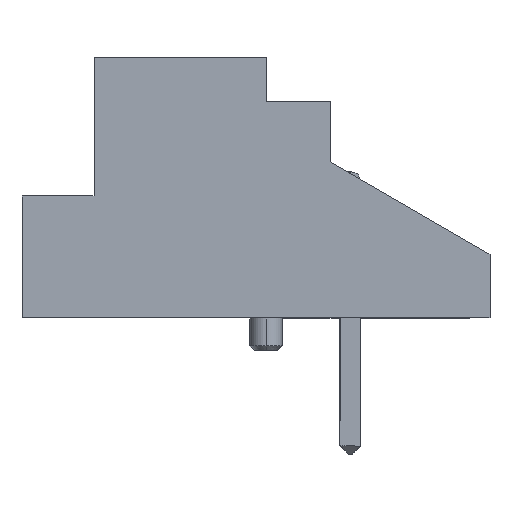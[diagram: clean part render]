
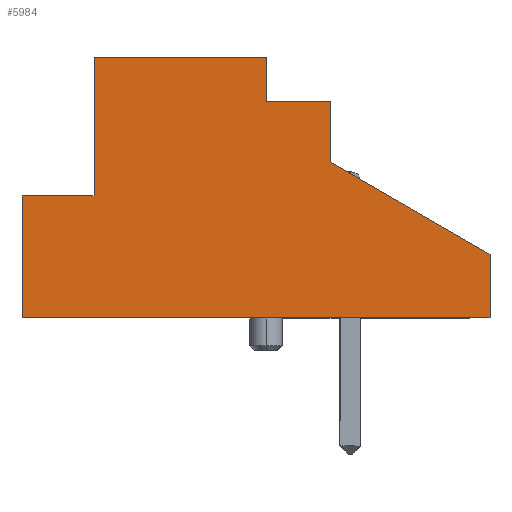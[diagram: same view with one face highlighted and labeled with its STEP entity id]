
A CAD part, left-side view. The second image highlights one B-rep face of the part: STEP entity #5984.
In plain terms, the highlighted face is planar.
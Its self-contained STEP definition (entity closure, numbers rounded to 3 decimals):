
#38 = ORIENTED_EDGE ( 'NONE', *, *, #418, .T. ) ;
#70 = VECTOR ( 'NONE', #6201, 1000. ) ;
#149 = EDGE_CURVE ( 'NONE', #5493, #5425, #1614, .T. ) ;
#258 = CARTESIAN_POINT ( 'NONE',  ( 0., 6.5, -1.8 ) ) ;
#418 = EDGE_CURVE ( 'NONE', #1750, #2279, #5385, .T. ) ;
#481 = CARTESIAN_POINT ( 'NONE',  ( 0., 0., 0. ) ) ;
#786 = VERTEX_POINT ( 'NONE', #1922 ) ;
#884 = CARTESIAN_POINT ( 'NONE',  ( 0., 3.9, -7.7 ) ) ;
#937 = EDGE_CURVE ( 'NONE', #3868, #5493, #988, .T. ) ;
#976 = VECTOR ( 'NONE', #4599, 1000. ) ;
#979 = DIRECTION ( 'NONE',  ( 0., -1., 0. ) ) ;
#988 = LINE ( 'NONE', #5212, #4611 ) ;
#1140 = DIRECTION ( 'NONE',  ( 0., 0., -1. ) ) ;
#1161 = CARTESIAN_POINT ( 'NONE',  ( 0., 0., -7.7 ) ) ;
#1467 = PLANE ( 'NONE',  #2490 ) ;
#1567 = EDGE_CURVE ( 'NONE', #5425, #786, #3555, .T. ) ;
#1614 = LINE ( 'NONE', #5005, #4091 ) ;
#1619 = LINE ( 'NONE', #2265, #2940 ) ;
#1741 = CARTESIAN_POINT ( 'NONE',  ( 0., 5.4, -6.1 ) ) ;
#1750 = VERTEX_POINT ( 'NONE', #2603 ) ;
#1830 = VERTEX_POINT ( 'NONE', #3727 ) ;
#1922 = CARTESIAN_POINT ( 'NONE',  ( 0., 3.05, 0. ) ) ;
#2053 = CARTESIAN_POINT ( 'NONE',  ( 0., 5.4, -1.8 ) ) ;
#2199 = ORIENTED_EDGE ( 'NONE', *, *, #5863, .F. ) ;
#2224 = EDGE_LOOP ( 'NONE', ( #5486, #38, #3844, #5776, #4137, #3373, #4511, #3411, #2199, #3796 ) ) ;
#2265 = CARTESIAN_POINT ( 'NONE',  ( 0., 3.05, 0. ) ) ;
#2279 = VERTEX_POINT ( 'NONE', #4205 ) ;
#2282 = DIRECTION ( 'NONE',  ( 0., 0., -1. ) ) ;
#2356 = CARTESIAN_POINT ( 'NONE',  ( 0., 0., 0. ) ) ;
#2372 = CARTESIAN_POINT ( 'NONE',  ( 0., 1.591, -11.7 ) ) ;
#2490 = AXIS2_PLACEMENT_3D ( 'NONE', #481, #3945, #979 ) ;
#2530 = VECTOR ( 'NONE', #1140, 1000. ) ;
#2561 = EDGE_CURVE ( 'NONE', #1750, #2651, #3031, .T. ) ;
#2603 = CARTESIAN_POINT ( 'NONE',  ( 0., 5.4, -6.1 ) ) ;
#2651 = VERTEX_POINT ( 'NONE', #4100 ) ;
#2763 = CARTESIAN_POINT ( 'NONE',  ( 0., 0., -1.8 ) ) ;
#2940 = VECTOR ( 'NONE', #2282, 1000. ) ;
#2990 = EDGE_CURVE ( 'NONE', #1830, #3424, #3167, .T. ) ;
#3001 = VERTEX_POINT ( 'NONE', #3265 ) ;
#3031 = LINE ( 'NONE', #2053, #4804 ) ;
#3061 = DIRECTION ( 'NONE',  ( 0., 0., 1. ) ) ;
#3167 = LINE ( 'NONE', #2763, #70 ) ;
#3186 = EDGE_CURVE ( 'NONE', #2651, #3001, #3621, .T. ) ;
#3237 = DIRECTION ( 'NONE',  ( 0., 1., 0. ) ) ;
#3253 = EDGE_CURVE ( 'NONE', #3424, #2279, #6294, .T. ) ;
#3265 = CARTESIAN_POINT ( 'NONE',  ( 0., 3.9, -7.7 ) ) ;
#3373 = ORIENTED_EDGE ( 'NONE', *, *, #1567, .F. ) ;
#3411 = ORIENTED_EDGE ( 'NONE', *, *, #937, .F. ) ;
#3424 = VERTEX_POINT ( 'NONE', #258 ) ;
#3555 = LINE ( 'NONE', #2356, #4857 ) ;
#3566 = VECTOR ( 'NONE', #6313, 1000. ) ;
#3583 = CARTESIAN_POINT ( 'NONE',  ( 0., 0., -11.7 ) ) ;
#3621 = LINE ( 'NONE', #1161, #976 ) ;
#3727 = CARTESIAN_POINT ( 'NONE',  ( 0., 3.05, -1.8 ) ) ;
#3796 = ORIENTED_EDGE ( 'NONE', *, *, #3186, .F. ) ;
#3844 = ORIENTED_EDGE ( 'NONE', *, *, #3253, .F. ) ;
#3868 = VERTEX_POINT ( 'NONE', #2372 ) ;
#3945 = DIRECTION ( 'NONE',  ( -1., 0., 0. ) ) ;
#4091 = VECTOR ( 'NONE', #3061, 1000. ) ;
#4100 = CARTESIAN_POINT ( 'NONE',  ( 0., 5.4, -7.7 ) ) ;
#4102 = VECTOR ( 'NONE', #3237, 1000. ) ;
#4137 = ORIENTED_EDGE ( 'NONE', *, *, #4765, .F. ) ;
#4205 = CARTESIAN_POINT ( 'NONE',  ( 0., 6.5, -6.1 ) ) ;
#4511 = ORIENTED_EDGE ( 'NONE', *, *, #149, .F. ) ;
#4599 = DIRECTION ( 'NONE',  ( 0., -1., 0. ) ) ;
#4611 = VECTOR ( 'NONE', #5702, 1000. ) ;
#4765 = EDGE_CURVE ( 'NONE', #786, #1830, #1619, .T. ) ;
#4804 = VECTOR ( 'NONE', #5482, 1000. ) ;
#4857 = VECTOR ( 'NONE', #5287, 1000. ) ;
#5005 = CARTESIAN_POINT ( 'NONE',  ( 0., 0., 0. ) ) ;
#5131 = CARTESIAN_POINT ( 'NONE',  ( 0., 6.5, 0. ) ) ;
#5212 = CARTESIAN_POINT ( 'NONE',  ( 0., 0., -11.7 ) ) ;
#5287 = DIRECTION ( 'NONE',  ( 0., 1., 0. ) ) ;
#5385 = LINE ( 'NONE', #1741, #4102 ) ;
#5425 = VERTEX_POINT ( 'NONE', #5452 ) ;
#5452 = CARTESIAN_POINT ( 'NONE',  ( 0., 0., 0. ) ) ;
#5482 = DIRECTION ( 'NONE',  ( 0., 0., -1. ) ) ;
#5486 = ORIENTED_EDGE ( 'NONE', *, *, #2561, .F. ) ;
#5493 = VERTEX_POINT ( 'NONE', #3583 ) ;
#5702 = DIRECTION ( 'NONE',  ( 0., -1., 0. ) ) ;
#5776 = ORIENTED_EDGE ( 'NONE', *, *, #2990, .F. ) ;
#5863 = EDGE_CURVE ( 'NONE', #3001, #3868, #6324, .T. ) ;
#5984 = ADVANCED_FACE ( 'NONE', ( #6134 ), #1467, .F. ) ;
#6134 = FACE_OUTER_BOUND ( 'NONE', #2224, .T. ) ;
#6201 = DIRECTION ( 'NONE',  ( 0., 1., 0. ) ) ;
#6294 = LINE ( 'NONE', #5131, #2530 ) ;
#6313 = DIRECTION ( 'NONE',  ( 0., -0.5, -0.866 ) ) ;
#6324 = LINE ( 'NONE', #884, #3566 ) ;
